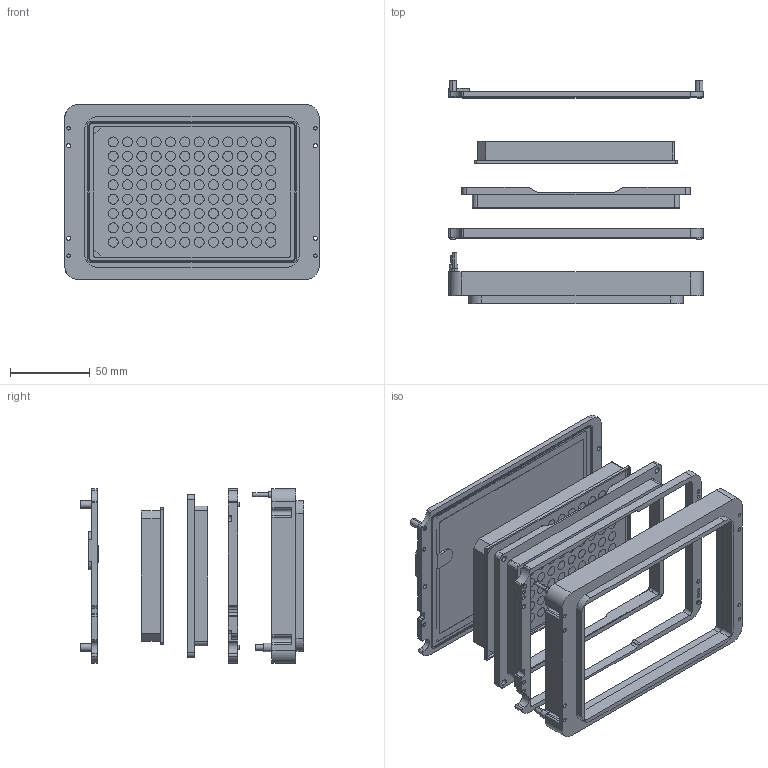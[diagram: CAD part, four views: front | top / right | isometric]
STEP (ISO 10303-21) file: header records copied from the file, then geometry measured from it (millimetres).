
FILE_DESCRIPTION (( 'STEP AP214' ), '1' );
FILE_NAME ('okolab_H301-K-FRAME_v1.0.STEP', '2025-11-14T18:43:54', ( '' ), ( '' ), 'SwSTEP 2.0', 'SolidWorks 2025', '' );
FILE_SCHEMA (( 'AUTOMOTIVE_DESIGN' ));
Length unit declared in the file: millimetre
Products named in the file (7): okolab_H301-K-FRAME_lid_Koehler; okolab_H301-K-FRAME_base; okolab_H301-K-FRAME_v1.0; cellvis_P96-1.5H-N_96_well_plate; okolab_H301-K-FRAME_lid_Koehler_glass; okolab_H301-K-FRAME_riser; okolab_H301-K-FRAME_insert_MW-OIL
Assembly tree (6 placements, depth 2):
  okolab_H301-K-FRAME_v1.0
    okolab_H301-K-FRAME_base
    okolab_H301-K-FRAME_riser
    okolab_H301-K-FRAME_insert_MW-OIL
    okolab_H301-K-FRAME_lid_Koehler
    okolab_H301-K-FRAME_lid_Koehler_glass
    cellvis_P96-1.5H-N_96_well_plate
Bounding box: 159.7 x 140.39 x 109.7 mm (x, y, z)
Volume: 223325.1 mm3; surface area: 157696.7 mm2
Topology: 6 solids, 6 shells, 831 faces, 1973 edges, 1266 vertices
Faces by surface type: cylinder 436, plane 299, cone 96
Entity records: 24347 total; most frequent: DIRECTION 4557, CARTESIAN_POINT 4047, ORIENTED_EDGE 3882, EDGE_CURVE 1941, AXIS2_PLACEMENT_3D 1776, VERTEX_POINT 1266, EDGE_LOOP 1029, VECTOR 1005
